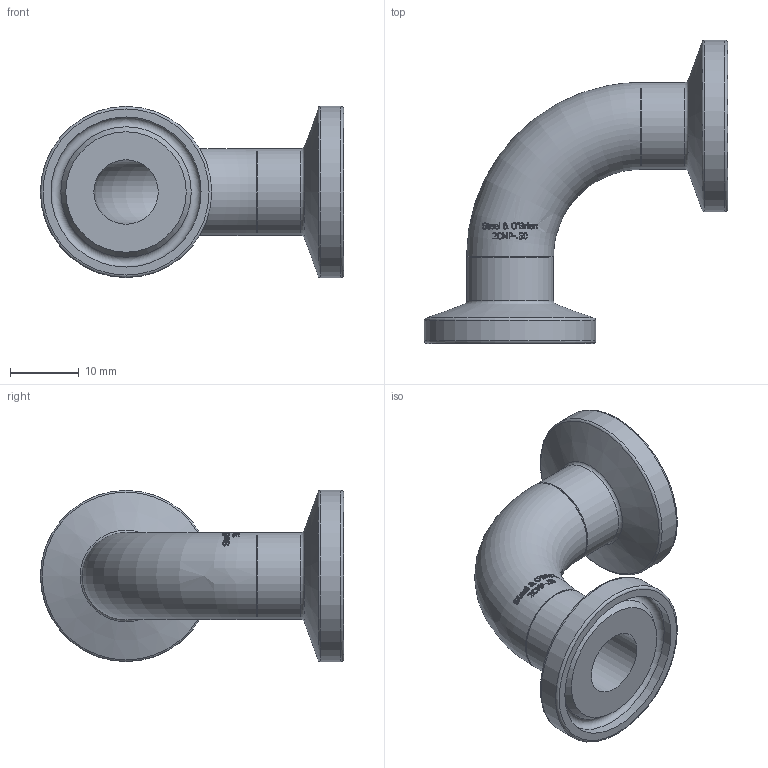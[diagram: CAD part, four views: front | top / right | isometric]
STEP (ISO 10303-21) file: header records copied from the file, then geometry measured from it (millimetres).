
FILE_DESCRIPTION(/* description */ (''),/* implementation_level */ '2;1');
FILE_NAME(/* name */ '2CMP-.50.stp',/* time_stamp */ '2019-01-23T10:00:24-05:00',/* author */ ('rick'),/* organization */ (''),/* preprocessor_version */ 'ST-DEVELOPER v15.2',/* originating_system */ 'Autodesk Inventor 2014',/* authorisation */ '');
FILE_SCHEMA (('AUTOMOTIVE_DESIGN { 1 0 10303 214 3 1 1 }'));
Length unit declared in the file: inch
Products named in the file (1): 2CMP-.50
Bounding box: 44.25 x 44.25 x 24.99 mm (x, y, z)
Volume: 5779.9 mm3; surface area: 5832.8 mm2
Topology: 1 solids, 1 shells, 371 faces, 975 edges, 644 vertices
Faces by surface type: bspline 179, plane 134, torus 46, cylinder 8, cone 4
Full cylindrical faces by diameter (mm): 9.398 x2, 12.7 x2, 21.895 x2, 24.994 x2
Entity records: 14637 total; most frequent: CARTESIAN_POINT 7203, ORIENTED_EDGE 1898, EDGE_CURVE 949, DIRECTION 759, VERTEX_POINT 644, B_SPLINE_CURVE_WITH_KNOTS 610, EDGE_LOOP 437, ADVANCED_FACE 371
